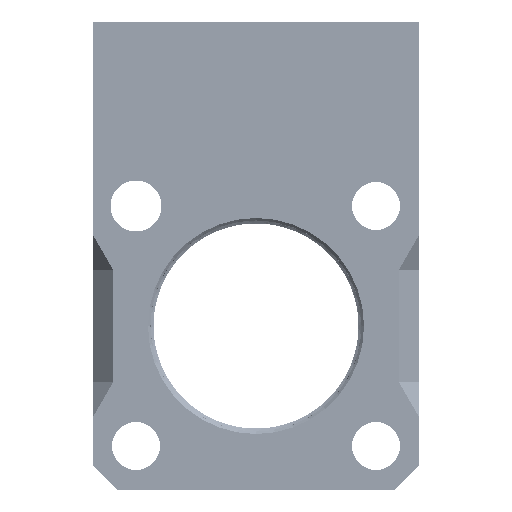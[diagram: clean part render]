
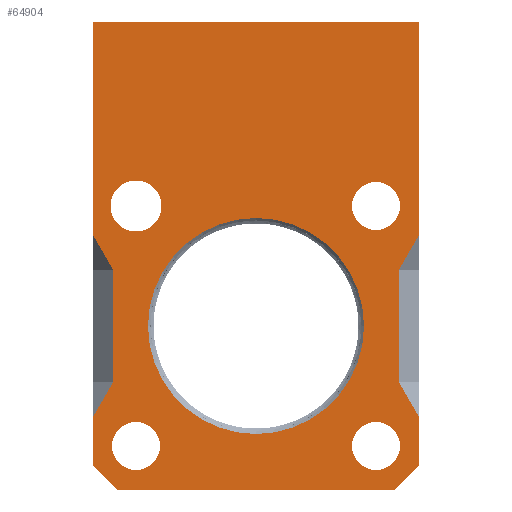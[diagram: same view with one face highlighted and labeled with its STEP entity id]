
A CAD part, left-side view. The second image highlights one B-rep face of the part: STEP entity #64904.
In plain terms, the highlighted planar face has unit normal (-1, 0, 0).
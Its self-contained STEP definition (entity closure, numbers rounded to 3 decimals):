
#117=DIRECTION('',(0.,0.,1.));
#118=VECTOR('',#117,6.17);
#119=CARTESIAN_POINT('',(-40.65,-20.35,-55.5));
#120=LINE('',#119,#118);
#133=DIRECTION('',(0.,0.,1.));
#134=VECTOR('',#133,26.67);
#135=CARTESIAN_POINT('',(-40.65,-20.35,-26.67));
#136=LINE('',#135,#134);
#8958=CARTESIAN_POINT('',(-40.65,0.,-38.));
#8959=DIRECTION('',(1.,0.,0.));
#8960=DIRECTION('',(0.,0.,-1.));
#8961=AXIS2_PLACEMENT_3D('',#8958,#8959,#8960);
#8963=CARTESIAN_POINT('',(-40.65,0.,-38.));
#8964=DIRECTION('',(1.,0.,0.));
#8965=DIRECTION('',(0.,0.,1.));
#8966=AXIS2_PLACEMENT_3D('',#8963,#8964,#8965);
#8968=CARTESIAN_POINT('',(-40.65,-15.,-53.));
#8969=DIRECTION('',(1.,0.,0.));
#8970=DIRECTION('',(0.,0.,1.));
#8971=AXIS2_PLACEMENT_3D('',#8968,#8969,#8970);
#8973=CARTESIAN_POINT('',(-40.65,-15.,-53.));
#8974=DIRECTION('',(1.,0.,0.));
#8975=DIRECTION('',(0.,0.,-1.));
#8976=AXIS2_PLACEMENT_3D('',#8973,#8974,#8975);
#8978=CARTESIAN_POINT('',(-40.65,-15.,-23.));
#8979=DIRECTION('',(1.,0.,0.));
#8980=DIRECTION('',(0.,0.,1.));
#8981=AXIS2_PLACEMENT_3D('',#8978,#8979,#8980);
#8983=CARTESIAN_POINT('',(-40.65,-15.,-23.));
#8984=DIRECTION('',(1.,0.,0.));
#8985=DIRECTION('',(0.,0.,-1.));
#8986=AXIS2_PLACEMENT_3D('',#8983,#8984,#8985);
#8988=CARTESIAN_POINT('',(-40.65,15.,-23.));
#8989=DIRECTION('',(1.,0.,0.));
#8990=DIRECTION('',(0.,0.,1.));
#8991=AXIS2_PLACEMENT_3D('',#8988,#8989,#8990);
#8993=CARTESIAN_POINT('',(-40.65,15.,-23.));
#8994=DIRECTION('',(1.,0.,0.));
#8995=DIRECTION('',(0.,0.,-1.));
#8996=AXIS2_PLACEMENT_3D('',#8993,#8994,#8995);
#8998=CARTESIAN_POINT('',(-40.65,15.,-53.));
#8999=DIRECTION('',(1.,0.,0.));
#9000=DIRECTION('',(0.,0.,1.));
#9001=AXIS2_PLACEMENT_3D('',#8998,#8999,#9000);
#9003=CARTESIAN_POINT('',(-40.65,15.,-53.));
#9004=DIRECTION('',(1.,0.,0.));
#9005=DIRECTION('',(0.,0.,-1.));
#9006=AXIS2_PLACEMENT_3D('',#9003,#9004,#9005);
#9008=DIRECTION('',(0.,0.5,-0.866));
#9009=VECTOR('',#9008,5.);
#9010=CARTESIAN_POINT('',(-40.65,-20.35,-26.67));
#9011=LINE('',#9010,#9009);
#9012=DIRECTION('',(0.,0.,1.));
#9013=VECTOR('',#9012,14.);
#9014=CARTESIAN_POINT('',(-40.65,-17.85,-45.));
#9015=LINE('',#9014,#9013);
#9016=DIRECTION('',(0.,0.5,0.866));
#9017=VECTOR('',#9016,5.);
#9018=CARTESIAN_POINT('',(-40.65,-20.35,-49.33));
#9019=LINE('',#9018,#9017);
#9020=DIRECTION('',(0.,1.,0.));
#9021=VECTOR('',#9020,34.7);
#9022=CARTESIAN_POINT('',(-40.65,-17.35,-58.5));
#9023=LINE('',#9022,#9021);
#9024=DIRECTION('',(0.,-0.5,0.866));
#9025=VECTOR('',#9024,5.);
#9026=CARTESIAN_POINT('',(-40.65,20.35,-49.33));
#9027=LINE('',#9026,#9025);
#9028=DIRECTION('',(0.,0.,1.));
#9029=VECTOR('',#9028,14.);
#9030=CARTESIAN_POINT('',(-40.65,17.85,-45.));
#9031=LINE('',#9030,#9029);
#9032=DIRECTION('',(0.,-0.5,-0.866));
#9033=VECTOR('',#9032,5.);
#9034=CARTESIAN_POINT('',(-40.65,20.35,-26.67));
#9035=LINE('',#9034,#9033);
#10680=DIRECTION('',(0.,0.,1.));
#10681=VECTOR('',#10680,26.67);
#10682=CARTESIAN_POINT('',(-40.65,20.35,-26.67));
#10683=LINE('',#10682,#10681);
#10696=DIRECTION('',(0.,0.,1.));
#10697=VECTOR('',#10696,6.17);
#10698=CARTESIAN_POINT('',(-40.65,20.35,-55.5));
#10699=LINE('',#10698,#10697);
#15610=DIRECTION('',(0.,1.,0.));
#15611=VECTOR('',#15610,40.7);
#15612=CARTESIAN_POINT('',(-40.65,-20.35,0.));
#15613=LINE('',#15612,#15611);
#45180=DIRECTION('',(0.,-0.707,-0.707));
#45181=VECTOR('',#45180,4.243);
#45182=CARTESIAN_POINT('',(-40.65,20.35,-55.5));
#45183=LINE('',#45182,#45181);
#45192=DIRECTION('',(0.,-0.707,0.707));
#45193=VECTOR('',#45192,4.243);
#45194=CARTESIAN_POINT('',(-40.65,-17.35,-58.5));
#45195=LINE('',#45194,#45193);
#46503=CARTESIAN_POINT('',(-40.65,-20.35,0.));
#46505=VERTEX_POINT('',#46503);
#46507=CARTESIAN_POINT('',(-40.65,20.35,0.));
#46509=VERTEX_POINT('',#46507);
#46567=CARTESIAN_POINT('',(-40.65,-15.,-50.));
#46568=CARTESIAN_POINT('',(-40.65,-15.,-56.));
#46569=VERTEX_POINT('',#46567);
#46570=VERTEX_POINT('',#46568);
#46571=CARTESIAN_POINT('',(-40.65,-15.,-20.));
#46572=CARTESIAN_POINT('',(-40.65,-15.,-26.));
#46573=VERTEX_POINT('',#46571);
#46574=VERTEX_POINT('',#46572);
#46575=CARTESIAN_POINT('',(-40.65,15.,-19.812));
#46576=CARTESIAN_POINT('',(-40.65,15.,-26.188));
#46577=VERTEX_POINT('',#46575);
#46578=VERTEX_POINT('',#46576);
#46579=CARTESIAN_POINT('',(-40.65,15.,-50.));
#46580=CARTESIAN_POINT('',(-40.65,15.,-56.));
#46581=VERTEX_POINT('',#46579);
#46582=VERTEX_POINT('',#46580);
#48719=CARTESIAN_POINT('',(-40.65,0.,-51.5));
#48720=CARTESIAN_POINT('',(-40.65,0.,-24.5));
#48721=VERTEX_POINT('',#48719);
#48722=VERTEX_POINT('',#48720);
#48735=CARTESIAN_POINT('',(-40.65,-20.35,-55.5));
#48737=VERTEX_POINT('',#48735);
#48740=CARTESIAN_POINT('',(-40.65,20.35,-55.5));
#48742=VERTEX_POINT('',#48740);
#49757=CARTESIAN_POINT('',(-40.65,17.35,-58.5));
#49758=VERTEX_POINT('',#49757);
#49761=CARTESIAN_POINT('',(-40.65,-17.35,-58.5));
#49762=VERTEX_POINT('',#49761);
#49765=CARTESIAN_POINT('',(-40.65,20.35,-49.33));
#49767=VERTEX_POINT('',#49765);
#49771=CARTESIAN_POINT('',(-40.65,20.35,-26.67));
#49772=VERTEX_POINT('',#49771);
#49773=CARTESIAN_POINT('',(-40.65,17.85,-45.));
#49774=VERTEX_POINT('',#49773);
#49775=CARTESIAN_POINT('',(-40.65,17.85,-31.));
#49776=VERTEX_POINT('',#49775);
#49789=CARTESIAN_POINT('',(-40.65,-20.35,-26.67));
#49791=VERTEX_POINT('',#49789);
#49795=CARTESIAN_POINT('',(-40.65,-20.35,-49.33));
#49796=VERTEX_POINT('',#49795);
#49797=CARTESIAN_POINT('',(-40.65,-17.85,-31.));
#49798=VERTEX_POINT('',#49797);
#49799=CARTESIAN_POINT('',(-40.65,-17.85,-45.));
#49800=VERTEX_POINT('',#49799);
#64845=CARTESIAN_POINT('',(-40.65,-20.35,-58.5));
#64846=DIRECTION('',(-1.,0.,0.));
#64847=DIRECTION('',(0.,0.,1.));
#64848=AXIS2_PLACEMENT_3D('',#64845,#64846,#64847);
#64849=PLANE('',#64848);
#64851=ORIENTED_EDGE('',*,*,#64850,.T.);
#64853=ORIENTED_EDGE('',*,*,#64852,.F.);
#64855=ORIENTED_EDGE('',*,*,#64854,.F.);
#64856=ORIENTED_EDGE('',*,*,#49908,.F.);
#64858=ORIENTED_EDGE('',*,*,#64857,.F.);
#64860=ORIENTED_EDGE('',*,*,#64859,.T.);
#64862=ORIENTED_EDGE('',*,*,#64861,.F.);
#64864=ORIENTED_EDGE('',*,*,#64863,.T.);
#64866=ORIENTED_EDGE('',*,*,#64865,.T.);
#64868=ORIENTED_EDGE('',*,*,#64867,.T.);
#64870=ORIENTED_EDGE('',*,*,#64869,.F.);
#64872=ORIENTED_EDGE('',*,*,#64871,.T.);
#64874=ORIENTED_EDGE('',*,*,#64873,.F.);
#64875=ORIENTED_EDGE('',*,*,#49916,.F.);
#64876=EDGE_LOOP('',(#64851,#64853,#64855,#64856,#64858,#64860,#64862,#64864,
#64866,#64868,#64870,#64872,#64874,#64875));
#64877=FACE_OUTER_BOUND('',#64876,.F.);
#64878=ORIENTED_EDGE('',*,*,#53633,.F.);
#64879=ORIENTED_EDGE('',*,*,#50690,.F.);
#64880=EDGE_LOOP('',(#64878,#64879));
#64881=FACE_BOUND('',#64880,.F.);
#64882=ORIENTED_EDGE('',*,*,#57423,.F.);
#64883=ORIENTED_EDGE('',*,*,#57609,.F.);
#64884=EDGE_LOOP('',(#64882,#64883));
#64885=FACE_BOUND('',#64884,.F.);
#64887=ORIENTED_EDGE('',*,*,#64886,.F.);
#64889=ORIENTED_EDGE('',*,*,#64888,.F.);
#64890=EDGE_LOOP('',(#64887,#64889));
#64891=FACE_BOUND('',#64890,.F.);
#64893=ORIENTED_EDGE('',*,*,#64892,.F.);
#64895=ORIENTED_EDGE('',*,*,#64894,.F.);
#64896=EDGE_LOOP('',(#64893,#64895));
#64897=FACE_BOUND('',#64896,.F.);
#64899=ORIENTED_EDGE('',*,*,#64898,.F.);
#64901=ORIENTED_EDGE('',*,*,#64900,.F.);
#64902=EDGE_LOOP('',(#64899,#64901));
#64903=FACE_BOUND('',#64902,.F.);
#64904=ADVANCED_FACE('',(#64877,#64881,#64885,#64891,#64897,#64903),#64849,.T.);
#8962=CIRCLE('',#8961,13.5);
#8967=CIRCLE('',#8966,13.5);
#8972=CIRCLE('',#8971,3.);
#8977=CIRCLE('',#8976,3.);
#8982=CIRCLE('',#8981,3.);
#8987=CIRCLE('',#8986,3.);
#8992=CIRCLE('',#8991,3.188);
#8997=CIRCLE('',#8996,3.188);
#9002=CIRCLE('',#9001,3.);
#9007=CIRCLE('',#9006,3.);
#49908=EDGE_CURVE('',#48737,#49796,#120,.T.);
#49916=EDGE_CURVE('',#49791,#46505,#136,.T.);
#50690=EDGE_CURVE('',#46570,#46569,#8977,.T.);
#53633=EDGE_CURVE('',#46569,#46570,#8972,.T.);
#57423=EDGE_CURVE('',#46573,#46574,#8982,.T.);
#57609=EDGE_CURVE('',#46574,#46573,#8987,.T.);
#64850=EDGE_CURVE('',#49791,#49798,#9011,.T.);
#64852=EDGE_CURVE('',#49800,#49798,#9015,.T.);
#64854=EDGE_CURVE('',#49796,#49800,#9019,.T.);
#64857=EDGE_CURVE('',#49762,#48737,#45195,.T.);
#64859=EDGE_CURVE('',#49762,#49758,#9023,.T.);
#64861=EDGE_CURVE('',#48742,#49758,#45183,.T.);
#64863=EDGE_CURVE('',#48742,#49767,#10699,.T.);
#64865=EDGE_CURVE('',#49767,#49774,#9027,.T.);
#64867=EDGE_CURVE('',#49774,#49776,#9031,.T.);
#64869=EDGE_CURVE('',#49772,#49776,#9035,.T.);
#64871=EDGE_CURVE('',#49772,#46509,#10683,.T.);
#64873=EDGE_CURVE('',#46505,#46509,#15613,.T.);
#64886=EDGE_CURVE('',#46577,#46578,#8992,.T.);
#64888=EDGE_CURVE('',#46578,#46577,#8997,.T.);
#64892=EDGE_CURVE('',#46581,#46582,#9002,.T.);
#64894=EDGE_CURVE('',#46582,#46581,#9007,.T.);
#64898=EDGE_CURVE('',#48721,#48722,#8962,.T.);
#64900=EDGE_CURVE('',#48722,#48721,#8967,.T.);
